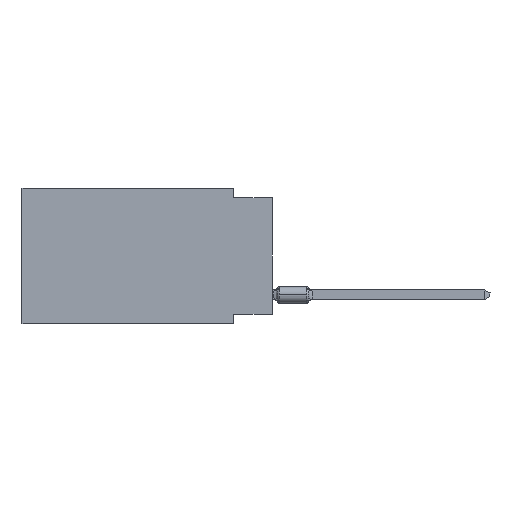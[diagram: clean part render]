
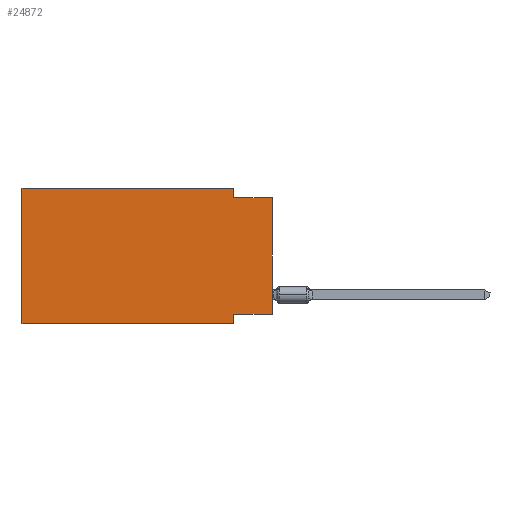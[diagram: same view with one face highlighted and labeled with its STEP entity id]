
A CAD part, left-side view. The second image highlights one B-rep face of the part: STEP entity #24872.
In plain terms, the highlighted planar face has unit normal (-1, 0, 0).
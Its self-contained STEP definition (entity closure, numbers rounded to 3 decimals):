
#1300 = VECTOR ( 'NONE', #54994, 1000. ) ;
#1945 = LINE ( 'NONE', #55966, #5732 ) ;
#2844 = CARTESIAN_POINT ( 'NONE',  ( 0., 0., -0.635 ) ) ;
#4264 = EDGE_CURVE ( 'NONE', #61931, #7744, #19997, .T. ) ;
#4440 = EDGE_CURVE ( 'NONE', #15189, #71364, #62461, .T. ) ;
#5732 = VECTOR ( 'NONE', #28497, 1000. ) ;
#6856 = VERTEX_POINT ( 'NONE', #73026 ) ;
#7744 = VERTEX_POINT ( 'NONE', #84318 ) ;
#9406 = ORIENTED_EDGE ( 'NONE', *, *, #74837, .F. ) ;
#10306 = EDGE_CURVE ( 'NONE', #15189, #37351, #38692, .T. ) ;
#10455 = PLANE ( 'NONE',  #52076 ) ;
#11709 = VECTOR ( 'NONE', #40494, 1000. ) ;
#11740 = EDGE_CURVE ( 'NONE', #7744, #35958, #53016, .T. ) ;
#15189 = VERTEX_POINT ( 'NONE', #74576 ) ;
#15780 = DIRECTION ( 'NONE',  ( 0., 0., -1. ) ) ;
#16238 = CARTESIAN_POINT ( 'NONE',  ( 0., 16.383, -8.89 ) ) ;
#19558 = CARTESIAN_POINT ( 'NONE',  ( 0., 16.383, 0. ) ) ;
#19997 = LINE ( 'NONE', #19558, #68180 ) ;
#22029 = EDGE_CURVE ( 'NONE', #35958, #71364, #83848, .T. ) ;
#24872 = ADVANCED_FACE ( 'NONE', ( #71119 ), #10455, .F. ) ;
#25408 = DIRECTION ( 'NONE',  ( 0., 1., 0. ) ) ;
#28055 = CARTESIAN_POINT ( 'NONE',  ( 0., 16.383, 0. ) ) ;
#28497 = DIRECTION ( 'NONE',  ( 0., 0., -1. ) ) ;
#28752 = CARTESIAN_POINT ( 'NONE',  ( 0., 2.54, -0.635 ) ) ;
#29841 = DIRECTION ( 'NONE',  ( 0., -1., 0. ) ) ;
#30324 = CARTESIAN_POINT ( 'NONE',  ( 0., 0., -0.635 ) ) ;
#31539 = VERTEX_POINT ( 'NONE', #16238 ) ;
#32557 = VECTOR ( 'NONE', #66710, 1000. ) ;
#35958 = VERTEX_POINT ( 'NONE', #28752 ) ;
#37158 = EDGE_CURVE ( 'NONE', #31539, #61931, #75443, .T. ) ;
#37351 = VERTEX_POINT ( 'NONE', #66962 ) ;
#37546 = ORIENTED_EDGE ( 'NONE', *, *, #11740, .F. ) ;
#38244 = CARTESIAN_POINT ( 'NONE',  ( 0., 0., -8.255 ) ) ;
#38692 = LINE ( 'NONE', #38244, #77663 ) ;
#40494 = DIRECTION ( 'NONE',  ( 0., 0., 1. ) ) ;
#47051 = LINE ( 'NONE', #67858, #1300 ) ;
#47937 = CARTESIAN_POINT ( 'NONE',  ( 0., 16.383, 0. ) ) ;
#49438 = CARTESIAN_POINT ( 'NONE',  ( 0., 16.383, 0. ) ) ;
#49754 = VECTOR ( 'NONE', #74453, 1000. ) ;
#52076 = AXIS2_PLACEMENT_3D ( 'NONE', #49438, #70250, #15780 ) ;
#53016 = LINE ( 'NONE', #73345, #32557 ) ;
#53056 = ORIENTED_EDGE ( 'NONE', *, *, #75276, .T. ) ;
#53694 = ORIENTED_EDGE ( 'NONE', *, *, #10306, .F. ) ;
#54225 = ORIENTED_EDGE ( 'NONE', *, *, #22029, .F. ) ;
#54994 = DIRECTION ( 'NONE',  ( 0., -1., 0. ) ) ;
#55966 = CARTESIAN_POINT ( 'NONE',  ( 0., 2.54, -8.89 ) ) ;
#61931 = VERTEX_POINT ( 'NONE', #47937 ) ;
#62461 = LINE ( 'NONE', #74880, #49754 ) ;
#63503 = ORIENTED_EDGE ( 'NONE', *, *, #4440, .T. ) ;
#64341 = ORIENTED_EDGE ( 'NONE', *, *, #4264, .F. ) ;
#66710 = DIRECTION ( 'NONE',  ( 0., 0., -1. ) ) ;
#66962 = CARTESIAN_POINT ( 'NONE',  ( 0., 2.54, -8.255 ) ) ;
#67858 = CARTESIAN_POINT ( 'NONE',  ( 0., 16.383, -8.89 ) ) ;
#68180 = VECTOR ( 'NONE', #73579, 1000. ) ;
#70250 = DIRECTION ( 'NONE',  ( 1., 0., 0. ) ) ;
#71119 = FACE_OUTER_BOUND ( 'NONE', #80239, .T. ) ;
#71364 = VERTEX_POINT ( 'NONE', #30324 ) ;
#73026 = CARTESIAN_POINT ( 'NONE',  ( 0., 2.54, -8.89 ) ) ;
#73345 = CARTESIAN_POINT ( 'NONE',  ( 0., 2.54, 0. ) ) ;
#73579 = DIRECTION ( 'NONE',  ( 0., -1., 0. ) ) ;
#74453 = DIRECTION ( 'NONE',  ( 0., 0., 1. ) ) ;
#74576 = CARTESIAN_POINT ( 'NONE',  ( 0., 0., -8.255 ) ) ;
#74837 = EDGE_CURVE ( 'NONE', #37351, #6856, #1945, .T. ) ;
#74880 = CARTESIAN_POINT ( 'NONE',  ( 0., 0., 0. ) ) ;
#75276 = EDGE_CURVE ( 'NONE', #31539, #6856, #47051, .T. ) ;
#75443 = LINE ( 'NONE', #28055, #11709 ) ;
#77663 = VECTOR ( 'NONE', #25408, 1000. ) ;
#78886 = ORIENTED_EDGE ( 'NONE', *, *, #37158, .F. ) ;
#80239 = EDGE_LOOP ( 'NONE', ( #63503, #54225, #37546, #64341, #78886, #53056, #9406, #53694 ) ) ;
#83848 = LINE ( 'NONE', #2844, #84546 ) ;
#84318 = CARTESIAN_POINT ( 'NONE',  ( 0., 2.54, 0. ) ) ;
#84546 = VECTOR ( 'NONE', #29841, 1000. ) ;
